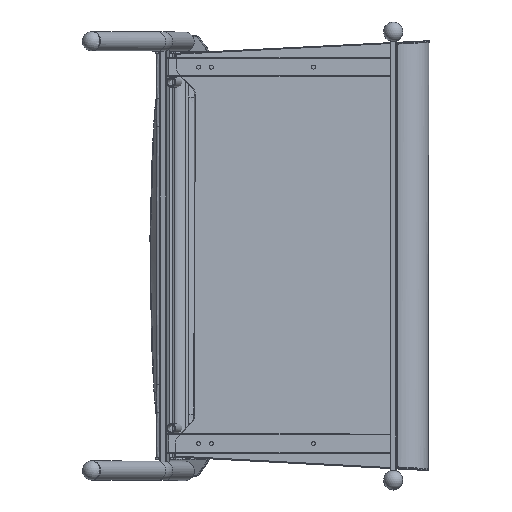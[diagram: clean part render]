
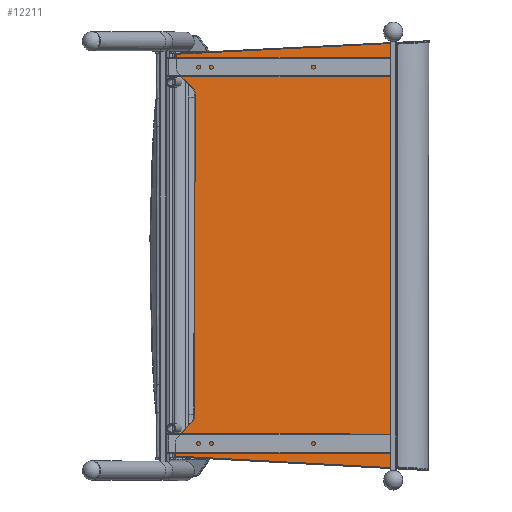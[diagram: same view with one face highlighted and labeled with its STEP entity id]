
A CAD part, top view. The second image highlights one B-rep face of the part: STEP entity #12211.
In plain terms, the highlighted face is planar.
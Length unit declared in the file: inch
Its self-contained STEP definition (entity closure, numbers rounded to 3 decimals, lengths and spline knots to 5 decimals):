
#11658=CARTESIAN_POINT('',(9.2003,-2.41996,31.60182));
#11659=VERTEX_POINT('',#11658);
#11660=CARTESIAN_POINT('',(8.98108,-2.40591,31.07149));
#11661=VERTEX_POINT('',#11660);
#11662=CARTESIAN_POINT('',(8.45184,-2.37197,31.60182));
#11663=DIRECTION('',(0.064,0.998,0.));
#11664=DIRECTION('',(0.922,-0.059,-0.383));
#11665=AXIS2_PLACEMENT_3D('',#11662,#11663,#11664);
#11666=CIRCLE('',#11665,0.75);
#11667=EDGE_CURVE('',#11659,#11661,#11666,.T.);
#11835=CARTESIAN_POINT('',(7.92259,-2.33804,30.01083));
#11836=VERTEX_POINT('',#11835);
#11837=CARTESIAN_POINT('',(7.70337,-2.32398,29.4805));
#11838=VERTEX_POINT('',#11837);
#11839=CARTESIAN_POINT('',(8.45184,-2.37197,29.4805));
#11840=DIRECTION('',(-0.064,-0.998,0.));
#11841=DIRECTION('',(-0.922,0.059,0.383));
#11842=AXIS2_PLACEMENT_3D('',#11839,#11840,#11841);
#11843=CIRCLE('',#11842,0.75);
#11844=EDGE_CURVE('',#11836,#11838,#11843,.T.);
#11867=CARTESIAN_POINT('',(7.70337,-2.32398,4.332));
#11868=VERTEX_POINT('',#11867);
#11869=CARTESIAN_POINT('',(7.92259,-2.33804,3.80167));
#11870=VERTEX_POINT('',#11869);
#11871=CARTESIAN_POINT('',(8.45184,-2.37197,4.332));
#11872=DIRECTION('',(-0.064,-0.998,0.));
#11873=DIRECTION('',(-0.922,0.059,-0.383));
#11874=AXIS2_PLACEMENT_3D('',#11871,#11872,#11873);
#11875=CIRCLE('',#11874,0.75);
#11876=EDGE_CURVE('',#11868,#11870,#11875,.T.);
#11899=CARTESIAN_POINT('',(8.98108,-2.40591,2.74101));
#11900=VERTEX_POINT('',#11899);
#11901=CARTESIAN_POINT('',(9.2003,-2.41996,2.21068));
#11902=VERTEX_POINT('',#11901);
#11903=CARTESIAN_POINT('',(8.45184,-2.37197,2.21068));
#11904=DIRECTION('',(0.064,0.998,0.));
#11905=DIRECTION('',(0.922,-0.059,0.383));
#11906=AXIS2_PLACEMENT_3D('',#11903,#11904,#11905);
#11907=CIRCLE('',#11906,0.75);
#11908=EDGE_CURVE('',#11900,#11902,#11907,.T.);
#12075=CARTESIAN_POINT('',(9.2003,-2.41996,1.27134));
#12076=VERTEX_POINT('',#12075);
#12077=CARTESIAN_POINT('',(9.2003,-2.41996,1.27134));
#12078=DIRECTION('',(0.0,0.0,1.0));
#12079=VECTOR('',#12078,0.93934);
#12080=LINE('',#12077,#12079);
#12081=EDGE_CURVE('',#12076,#11902,#12080,.T.);
#12103=CARTESIAN_POINT('',(8.98108,-2.40591,2.74101));
#12104=DIRECTION('',(-0.706,0.045,0.707));
#12105=VECTOR('',#12104,1.5);
#12106=LINE('',#12103,#12105);
#12107=EDGE_CURVE('',#11900,#11870,#12106,.T.);
#12118=CARTESIAN_POINT('',(7.70337,-2.32398,4.332));
#12119=DIRECTION('',(0.0,0.0,1.0));
#12120=VECTOR('',#12119,25.1485);
#12121=LINE('',#12118,#12120);
#12122=EDGE_CURVE('',#11868,#11838,#12121,.T.);
#12135=CARTESIAN_POINT('',(7.92259,-2.33804,30.01083));
#12136=DIRECTION('',(0.706,-0.045,0.707));
#12137=VECTOR('',#12136,1.5);
#12138=LINE('',#12135,#12137);
#12139=EDGE_CURVE('',#11836,#11661,#12138,.T.);
#12148=CARTESIAN_POINT('',(9.2003,-2.41996,0.0));
#12149=DIRECTION('',(-0.064,-0.998,0.0));
#12150=DIRECTION('',(0.0,0.0,-1.0));
#12151=AXIS2_PLACEMENT_3D('',#12148,#12149,#12150);
#12152=PLANE('',#12151);
#12153=ORIENTED_EDGE('',*,*,#11667,.F.);
#12154=CARTESIAN_POINT('',(9.2003,-2.41996,32.54116));
#12155=VERTEX_POINT('',#12154);
#12156=CARTESIAN_POINT('',(9.2003,-2.41996,31.60182));
#12157=DIRECTION('',(0.0,0.0,1.0));
#12158=VECTOR('',#12157,0.93934);
#12159=LINE('',#12156,#12158);
#12160=EDGE_CURVE('',#11659,#12155,#12159,.T.);
#12161=ORIENTED_EDGE('',*,*,#12160,.T.);
#12162=CARTESIAN_POINT('',(9.13203,-2.41559,32.6132));
#12163=VERTEX_POINT('',#12162);
#12164=CARTESIAN_POINT('',(9.2003,-2.41996,32.60966));
#12165=DIRECTION('',(0.064,0.998,0.0));
#12166=DIRECTION('',(-0.998,0.064,0.0));
#12167=AXIS2_PLACEMENT_3D('',#12164,#12165,#12166);
#12168=CIRCLE('',#12167,0.0685);
#12169=EDGE_CURVE('',#12163,#12155,#12168,.T.);
#12170=ORIENTED_EDGE('',*,*,#12169,.F.);
#12171=CARTESIAN_POINT('',(-8.12755,-1.30893,33.50961));
#12172=VERTEX_POINT('',#12171);
#12173=CARTESIAN_POINT('',(9.13203,-2.41559,32.6132));
#12174=DIRECTION('',(-0.997,0.064,0.052));
#12175=VECTOR('',#12174,17.31824);
#12176=LINE('',#12173,#12175);
#12177=EDGE_CURVE('',#12163,#12172,#12176,.T.);
#12178=ORIENTED_EDGE('',*,*,#12177,.T.);
#12179=CARTESIAN_POINT('',(-8.12755,-1.30893,0.30289));
#12180=VERTEX_POINT('',#12179);
#12181=CARTESIAN_POINT('',(-8.12755,-1.30893,0.30289));
#12182=DIRECTION('',(0.0,0.0,1.0));
#12183=VECTOR('',#12182,33.20672);
#12184=LINE('',#12181,#12183);
#12185=EDGE_CURVE('',#12180,#12172,#12184,.T.);
#12186=ORIENTED_EDGE('',*,*,#12185,.F.);
#12187=CARTESIAN_POINT('',(9.13203,-2.41559,1.1993));
#12188=VERTEX_POINT('',#12187);
#12189=CARTESIAN_POINT('',(-8.12755,-1.30893,0.30289));
#12190=DIRECTION('',(0.997,-0.064,0.052));
#12191=VECTOR('',#12190,17.31824);
#12192=LINE('',#12189,#12191);
#12193=EDGE_CURVE('',#12180,#12188,#12192,.T.);
#12194=ORIENTED_EDGE('',*,*,#12193,.T.);
#12195=CARTESIAN_POINT('',(9.2003,-2.41996,1.20284));
#12196=DIRECTION('',(0.064,0.998,0.0));
#12197=DIRECTION('',(-0.998,0.064,0.0));
#12198=AXIS2_PLACEMENT_3D('',#12195,#12196,#12197);
#12199=CIRCLE('',#12198,0.0685);
#12200=EDGE_CURVE('',#12076,#12188,#12199,.T.);
#12201=ORIENTED_EDGE('',*,*,#12200,.F.);
#12202=ORIENTED_EDGE('',*,*,#12081,.T.);
#12203=ORIENTED_EDGE('',*,*,#11908,.F.);
#12204=ORIENTED_EDGE('',*,*,#12107,.T.);
#12205=ORIENTED_EDGE('',*,*,#11876,.F.);
#12206=ORIENTED_EDGE('',*,*,#12122,.T.);
#12207=ORIENTED_EDGE('',*,*,#11844,.F.);
#12208=ORIENTED_EDGE('',*,*,#12139,.T.);
#12209=EDGE_LOOP('',(#12153,#12161,#12170,#12178,#12186,#12194,#12201,#12202,#12203,#12204,#12205,#12206,#12207,#12208));
#12210=FACE_OUTER_BOUND('',#12209,.T.);
#12211=ADVANCED_FACE('',(#12210),#12152,.T.);
